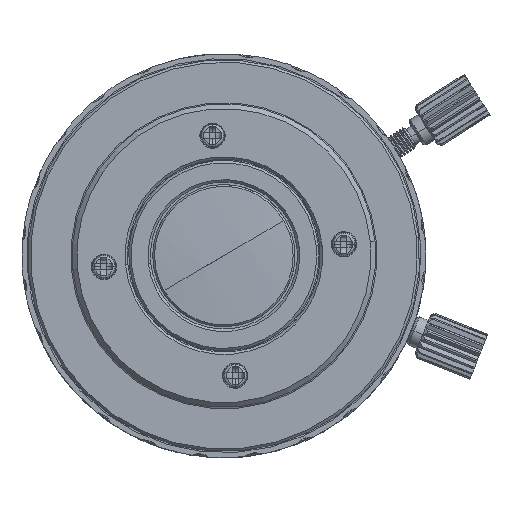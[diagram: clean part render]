
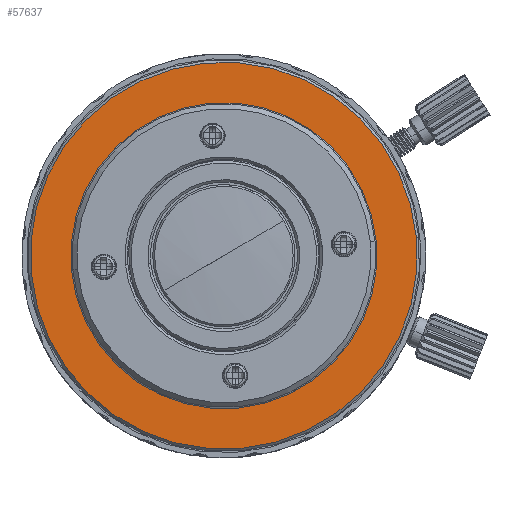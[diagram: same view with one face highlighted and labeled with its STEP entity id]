
A CAD part, front view. The second image highlights one B-rep face of the part: STEP entity #57637.
In plain terms, the highlighted planar face has unit normal (0, -1, 0.001).
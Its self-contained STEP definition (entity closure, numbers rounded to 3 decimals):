
#57544 = VERTEX_POINT('',#57545);
#57545 = CARTESIAN_POINT('',(-16.05,0.771,0.));
#57551 = EDGE_CURVE('',#57544,#57552,#57554,.T.);
#57552 = VERTEX_POINT('',#57553);
#57553 = CARTESIAN_POINT('',(0.,0.771,16.05));
#57554 = CIRCLE('',#57555,16.05);
#57555 = AXIS2_PLACEMENT_3D('',#57556,#57557,#57558);
#57556 = CARTESIAN_POINT('',(0.,0.771,0.));
#57557 = DIRECTION('',(0.,1.,0.));
#57558 = DIRECTION('',(-1.,0.,0.));
#57560 = EDGE_CURVE('',#57552,#57561,#57563,.T.);
#57561 = VERTEX_POINT('',#57562);
#57562 = CARTESIAN_POINT('',(16.05,0.771,0.));
#57563 = CIRCLE('',#57564,16.05);
#57564 = AXIS2_PLACEMENT_3D('',#57565,#57566,#57567);
#57565 = CARTESIAN_POINT('',(0.,0.771,0.));
#57566 = DIRECTION('',(0.,1.,0.));
#57567 = DIRECTION('',(0.,-0.,1.));
#57586 = EDGE_CURVE('',#57561,#57587,#57589,.T.);
#57587 = VERTEX_POINT('',#57588);
#57588 = CARTESIAN_POINT('',(0.,0.771,-16.05));
#57589 = CIRCLE('',#57590,16.05);
#57590 = AXIS2_PLACEMENT_3D('',#57591,#57592,#57593);
#57591 = CARTESIAN_POINT('',(0.,0.771,0.));
#57592 = DIRECTION('',(-0.,1.,0.));
#57593 = DIRECTION('',(1.,0.,0.));
#57595 = EDGE_CURVE('',#57587,#57544,#57596,.T.);
#57596 = CIRCLE('',#57597,16.05);
#57597 = AXIS2_PLACEMENT_3D('',#57598,#57599,#57600);
#57598 = CARTESIAN_POINT('',(0.,0.771,0.));
#57599 = DIRECTION('',(0.,1.,0.));
#57600 = DIRECTION('',(0.,0.,-1.));
#57637 = ADVANCED_FACE('',(#57638,#57644),#57664,.F.);
#57638 = FACE_BOUND('',#57639,.F.);
#57639 = EDGE_LOOP('',(#57640,#57641,#57642,#57643));
#57640 = ORIENTED_EDGE('',*,*,#57551,.T.);
#57641 = ORIENTED_EDGE('',*,*,#57560,.T.);
#57642 = ORIENTED_EDGE('',*,*,#57586,.T.);
#57643 = ORIENTED_EDGE('',*,*,#57595,.T.);
#57644 = FACE_BOUND('',#57645,.F.);
#57645 = EDGE_LOOP('',(#57646,#57657));
#57646 = ORIENTED_EDGE('',*,*,#57647,.T.);
#57647 = EDGE_CURVE('',#57648,#57650,#57652,.T.);
#57648 = VERTEX_POINT('',#57649);
#57649 = CARTESIAN_POINT('',(-12.2,0.771,0.));
#57650 = VERTEX_POINT('',#57651);
#57651 = CARTESIAN_POINT('',(12.2,0.771,0.));
#57652 = CIRCLE('',#57653,12.2);
#57653 = AXIS2_PLACEMENT_3D('',#57654,#57655,#57656);
#57654 = CARTESIAN_POINT('',(0.,0.771,0.));
#57655 = DIRECTION('',(0.,-1.,0.));
#57656 = DIRECTION('',(-1.,0.,0.));
#57657 = ORIENTED_EDGE('',*,*,#57658,.T.);
#57658 = EDGE_CURVE('',#57650,#57648,#57659,.T.);
#57659 = CIRCLE('',#57660,12.2);
#57660 = AXIS2_PLACEMENT_3D('',#57661,#57662,#57663);
#57661 = CARTESIAN_POINT('',(0.,0.771,0.));
#57662 = DIRECTION('',(0.,-1.,0.));
#57663 = DIRECTION('',(1.,0.,0.));
#57664 = PLANE('',#57665);
#57665 = AXIS2_PLACEMENT_3D('',#57666,#57667,#57668);
#57666 = CARTESIAN_POINT('',(0.,0.771,0.));
#57667 = DIRECTION('',(0.,1.,0.));
#57668 = DIRECTION('',(1.,0.,0.));
